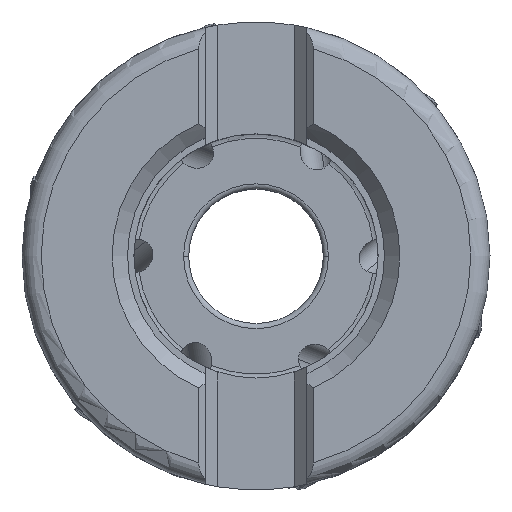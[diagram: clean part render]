
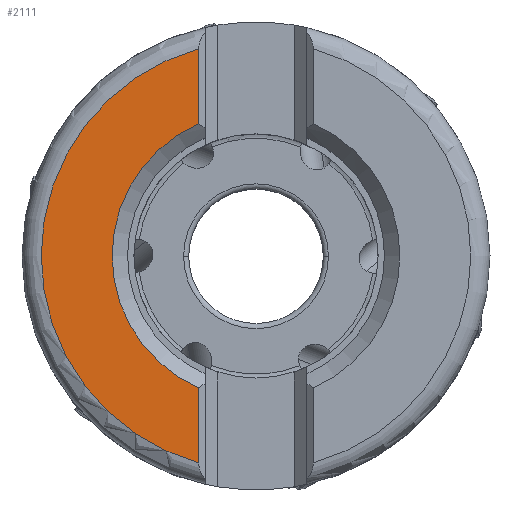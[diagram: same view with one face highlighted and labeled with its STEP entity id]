
A CAD part, top view. The second image highlights one B-rep face of the part: STEP entity #2111.
In plain terms, the highlighted planar face has unit normal (0, 0, 1).
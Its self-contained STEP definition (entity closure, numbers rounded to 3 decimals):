
#405=PLANE('',#12253);
#919=LINE('',#21437,#1556);
#920=LINE('',#21438,#1557);
#1556=VECTOR('',#14168,1.);
#1557=VECTOR('',#14169,1.);
#2111=ADVANCED_FACE('',(#3020),#405,.T.);
#3020=FACE_OUTER_BOUND('',#3650,.T.);
#3650=EDGE_LOOP('',(#5778,#5779,#5780,#5781,#5782));
#5778=ORIENTED_EDGE('',*,*,#10126,.T.);
#5779=ORIENTED_EDGE('',*,*,#10125,.F.);
#5780=ORIENTED_EDGE('',*,*,#10127,.T.);
#5781=ORIENTED_EDGE('',*,*,#10103,.F.);
#5782=ORIENTED_EDGE('',*,*,#10102,.F.);
#8768=VERTEX_POINT('',#21351);
#8769=VERTEX_POINT('',#21353);
#8770=VERTEX_POINT('',#21355);
#8783=VERTEX_POINT('',#21421);
#8784=VERTEX_POINT('',#21434);
#10102=EDGE_CURVE('',#8768,#8769,#11311,.T.);
#10103=EDGE_CURVE('',#8769,#8770,#11312,.T.);
#10125=EDGE_CURVE('',#8784,#8783,#11317,.T.);
#10126=EDGE_CURVE('',#8768,#8783,#919,.T.);
#10127=EDGE_CURVE('',#8784,#8770,#920,.T.);
#11311=CIRCLE('',#12237,16.756);
#11312=CIRCLE('',#12238,16.756);
#11317=CIRCLE('',#12251,11.225);
#12237=AXIS2_PLACEMENT_3D('',#21352,#14127,#14128);
#12238=AXIS2_PLACEMENT_3D('',#21354,#14129,#14130);
#12251=AXIS2_PLACEMENT_3D('',#21435,#14164,#14165);
#12253=AXIS2_PLACEMENT_3D('',#21439,#14170,#14171);
#14127=DIRECTION('',(0.,0.,-1.));
#14128=DIRECTION('',(-0.267,-0.964,0.));
#14129=DIRECTION('',(0.,0.,-1.));
#14130=DIRECTION('',(-1.,0.001,0.));
#14164=DIRECTION('',(0.,0.,1.));
#14165=DIRECTION('',(-0.398,0.917,0.));
#14168=DIRECTION('',(0.,1.,0.));
#14169=DIRECTION('',(0.,1.,0.));
#14170=DIRECTION('',(0.,0.,1.));
#14171=DIRECTION('',(-1.,0.,0.));
#21351=CARTESIAN_POINT('',(-4.47,-16.149,0.));
#21352=CARTESIAN_POINT('',(0.,0.,0.));
#21353=CARTESIAN_POINT('',(-16.756,0.02,0.));
#21354=CARTESIAN_POINT('',(0.,0.,0.));
#21355=CARTESIAN_POINT('',(-4.47,16.149,0.));
#21421=CARTESIAN_POINT('',(-4.47,-10.297,0.));
#21434=CARTESIAN_POINT('',(-4.47,10.297,0.));
#21435=CARTESIAN_POINT('',(0.,0.,0.));
#21437=CARTESIAN_POINT('',(-4.47,-16.149,0.));
#21438=CARTESIAN_POINT('',(-4.47,10.297,0.));
#21439=CARTESIAN_POINT('',(-10.613,0.,0.));
